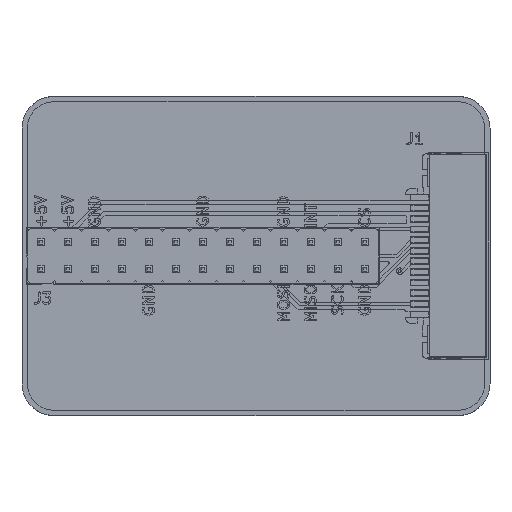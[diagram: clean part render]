
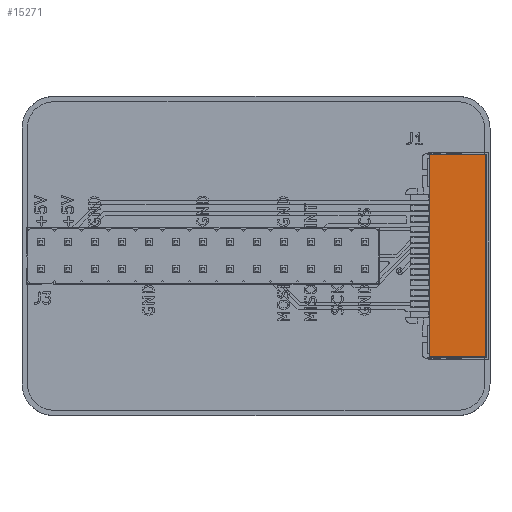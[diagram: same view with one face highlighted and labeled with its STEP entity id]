
A CAD part, top view. The second image highlights one B-rep face of the part: STEP entity #15271.
In plain terms, the highlighted planar face has unit normal (0, 0, 1).
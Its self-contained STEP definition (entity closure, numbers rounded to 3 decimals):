
#15142 = VERTEX_POINT('',#15143);
#15143 = CARTESIAN_POINT('',(-9.5,2.2,2.6));
#15149 = EDGE_CURVE('',#15142,#15150,#15152,.T.);
#15150 = VERTEX_POINT('',#15151);
#15151 = CARTESIAN_POINT('',(9.5,2.2,2.6));
#15152 = LINE('',#15153,#15154);
#15153 = CARTESIAN_POINT('',(-9.5,2.2,2.6));
#15154 = VECTOR('',#15155,1.);
#15155 = DIRECTION('',(1.,0.,0.));
#15180 = EDGE_CURVE('',#15150,#15181,#15183,.T.);
#15181 = VERTEX_POINT('',#15182);
#15182 = CARTESIAN_POINT('',(9.5,-3.1,2.6));
#15183 = LINE('',#15184,#15185);
#15184 = CARTESIAN_POINT('',(9.5,2.2,2.6));
#15185 = VECTOR('',#15186,1.);
#15186 = DIRECTION('',(0.,-1.,0.));
#15211 = EDGE_CURVE('',#15181,#15212,#15214,.T.);
#15212 = VERTEX_POINT('',#15213);
#15213 = CARTESIAN_POINT('',(-9.5,-3.1,2.6));
#15214 = LINE('',#15215,#15216);
#15215 = CARTESIAN_POINT('',(9.5,-3.1,2.6));
#15216 = VECTOR('',#15217,1.);
#15217 = DIRECTION('',(-1.,0.,0.));
#15242 = EDGE_CURVE('',#15212,#15142,#15243,.T.);
#15243 = LINE('',#15244,#15245);
#15244 = CARTESIAN_POINT('',(-9.5,-3.1,2.6));
#15245 = VECTOR('',#15246,1.);
#15246 = DIRECTION('',(0.,1.,0.));
#15271 = ADVANCED_FACE('',(#15272),#15278,.F.);
#15272 = FACE_BOUND('',#15273,.F.);
#15273 = EDGE_LOOP('',(#15274,#15275,#15276,#15277));
#15274 = ORIENTED_EDGE('',*,*,#15149,.T.);
#15275 = ORIENTED_EDGE('',*,*,#15180,.T.);
#15276 = ORIENTED_EDGE('',*,*,#15211,.T.);
#15277 = ORIENTED_EDGE('',*,*,#15242,.T.);
#15278 = PLANE('',#15279);
#15279 = AXIS2_PLACEMENT_3D('',#15280,#15281,#15282);
#15280 = CARTESIAN_POINT('',(0.,-0.45,2.6));
#15281 = DIRECTION('',(-0.,-0.,-1.));
#15282 = DIRECTION('',(-1.,0.,0.));
